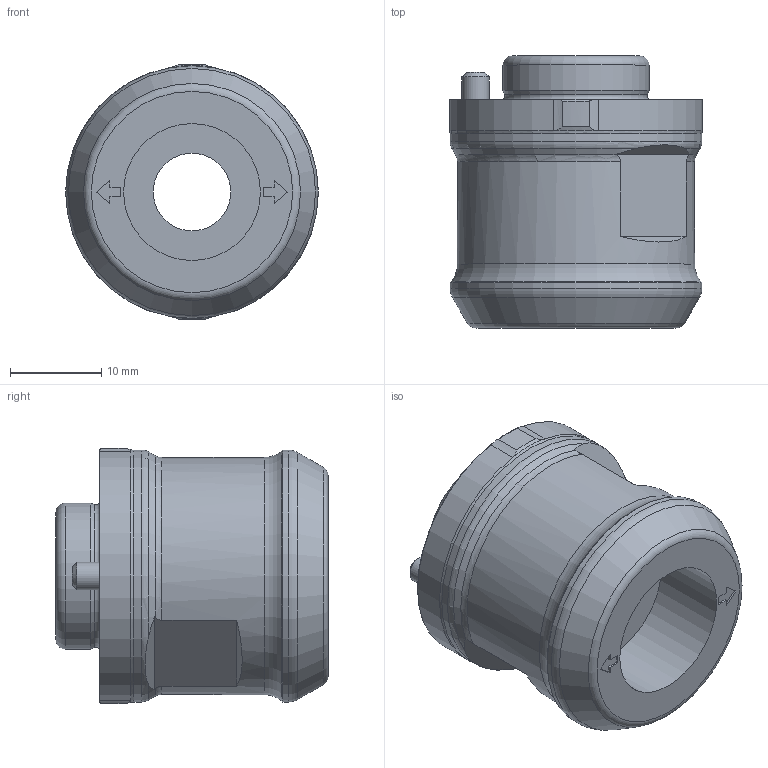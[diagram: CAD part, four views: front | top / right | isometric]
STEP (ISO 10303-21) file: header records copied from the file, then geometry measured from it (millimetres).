
FILE_DESCRIPTION (( 'STEP AP214' ), '1' );
FILE_NAME ('STARK_9000 101_A.STEP', '2018-01-26T12:14:09', ( '' ), ( '' ), 'SwSTEP 2.0', 'SolidWorks 2017', '' );
FILE_SCHEMA (( 'AUTOMOTIVE_DESIGN' ));
Length unit declared in the file: millimetre
Products named in the file (1): STARK_9000 101_A
Bounding box: 27.7 x 29.8 x 27.99 mm (x, y, z)
Volume: 11635.7 mm3; surface area: 4413.6 mm2
Topology: 2 solids, 2 shells, 68 faces, 163 edges, 103 vertices
Faces by surface type: plane 28, cylinder 17, cone 12, torus 11
Full cylindrical faces by diameter (mm): 3 x2, 8.5 x1, 10.2 x1, 15 x1, 16 x1, 25.985 x1, 27.6 x2
Entity records: 2276 total; most frequent: CARTESIAN_POINT 453, DIRECTION 286, ORIENTED_EDGE 262, EDGE_CURVE 131, AXIS2_PLACEMENT_3D 114, EDGE_LOOP 100, VERTEX_POINT 97, FACE_OUTER_BOUND 86
